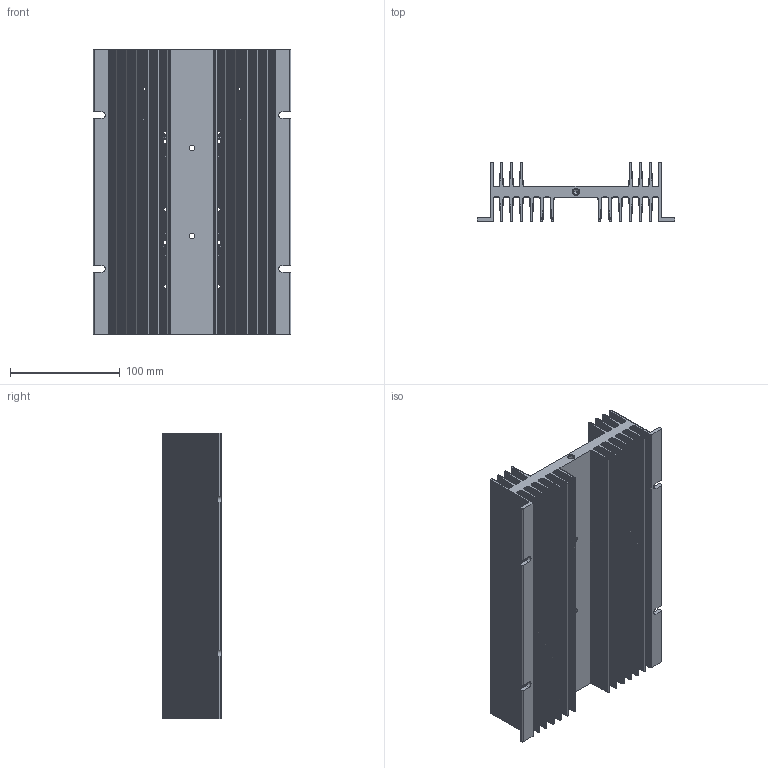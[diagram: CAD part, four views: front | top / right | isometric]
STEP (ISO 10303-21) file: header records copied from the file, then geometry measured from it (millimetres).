
FILE_DESCRIPTION (( 'STEP AP203' ), '1' );
FILE_NAME ('ÐÒÐ037.STEP', '2020-12-17T08:26:35', ( 'Pavel' ), ( '' ), 'SwSTEP 2.0', 'SolidWorks 2016', '' );
FILE_SCHEMA (( 'CONFIG_CONTROL_DESIGN' ));
Products named in the file (2): ﾐﾒﾐ037
Bounding box: 180 x 54.01 x 260 mm (x, y, z)
Volume: 724009.7 mm3; surface area: 373868 mm2
Topology: 1 solids, 1 shells, 2610 faces, 7860 edges, 5218 vertices
Faces by surface type: cylinder 2380, plane 168, cone 62
Entity records: 92893 total; most frequent: CARTESIAN_POINT 18670, DIRECTION 17028, ORIENTED_EDGE 15696, EDGE_CURVE 7848, AXIS2_PLACEMENT_3D 7066, VERTEX_POINT 5218, CIRCLE 4454, VECTOR 2896
